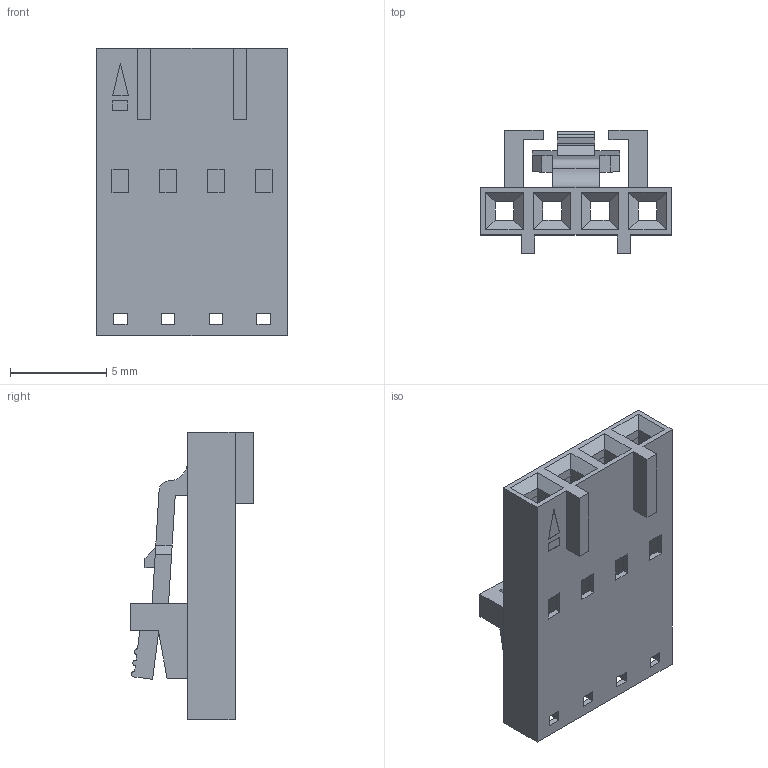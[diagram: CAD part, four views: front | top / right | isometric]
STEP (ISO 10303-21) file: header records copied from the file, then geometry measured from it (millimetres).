
FILE_DESCRIPTION( ('This file contains a STEP AP42 implementation' ,'as created by ZW3D STEP Interface translator.') ,'2;1' );
FILE_NAME( 'WF2542-HXXB01.stp' ,'23 426.135658', (''), ('ZWCAD Software Co.'), 'Version 1.0', 'ZW3D to STEP translator', '' );
FILE_SCHEMA(('AUTOMOTIVE_DESIGN { 1 0 10303 214 1 1 1 1 }'));
Length unit declared in the file: millimetre
Products named in the file (2): 0; WF2542-H04B01
Bounding box: 9.89 x 6.42 x 14.9 mm (x, y, z)
Volume: 206.8 mm3; surface area: 993.3 mm2
Topology: 1 solids, 1 shells, 167 faces, 461 edges, 302 vertices
Faces by surface type: plane 162, cylinder 5
Entity records: 5442 total; most frequent: CARTESIAN_POINT 931, ORIENTED_EDGE 922, DIRECTION 807, EDGE_CURVE 461, VECTOR 451, LINE 451, VERTEX_POINT 302, EDGE_LOOP 197
